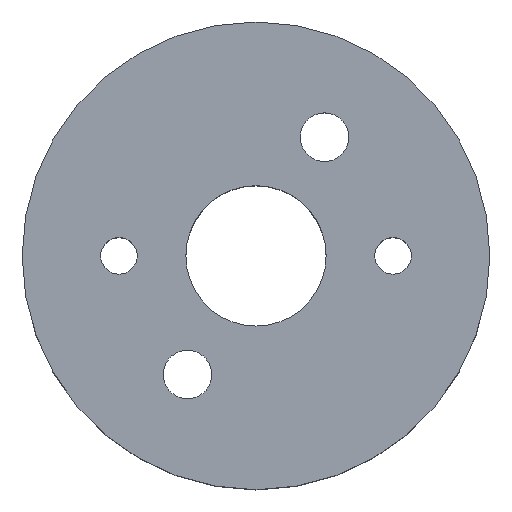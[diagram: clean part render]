
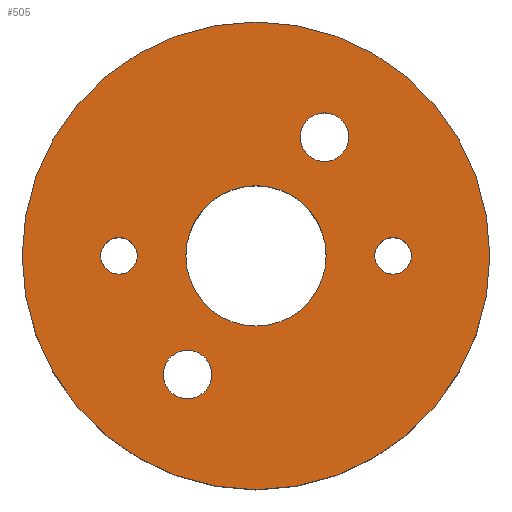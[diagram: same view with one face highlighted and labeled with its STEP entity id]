
A CAD part, top view. The second image highlights one B-rep face of the part: STEP entity #505.
In plain terms, the highlighted planar face has unit normal (0, 0, 1).
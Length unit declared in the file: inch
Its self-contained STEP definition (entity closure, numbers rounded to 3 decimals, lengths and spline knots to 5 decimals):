
#5 = VERTEX_POINT ( 'NONE', #569 ) ;
#24 = DIRECTION ( 'NONE',  ( 0., 0., 1. ) ) ;
#29 = CARTESIAN_POINT ( 'NONE',  ( 0., 0., 0.352 ) ) ;
#30 = CARTESIAN_POINT ( 'NONE',  ( 0.293, 0., 0.352 ) ) ;
#31 = ORIENTED_EDGE ( 'NONE', *, *, #520, .F. ) ;
#36 = ORIENTED_EDGE ( 'NONE', *, *, #616, .F. ) ;
#39 = VERTEX_POINT ( 'NONE', #575 ) ;
#41 = DIRECTION ( 'NONE',  ( 1., 0., 0. ) ) ;
#51 = AXIS2_PLACEMENT_3D ( 'NONE', #682, #24, #419 ) ;
#54 = VERTEX_POINT ( 'NONE', #124 ) ;
#56 = CIRCLE ( 'NONE', #489, 0.03906 ) ;
#63 = CARTESIAN_POINT ( 'NONE',  ( 0., 0., 0.352 ) ) ;
#64 = DIRECTION ( 'NONE',  ( 1., 0., 0. ) ) ;
#66 = VERTEX_POINT ( 'NONE', #626 ) ;
#68 = CARTESIAN_POINT ( 'NONE',  ( -0.1465, -0.25375, 0.352 ) ) ;
#87 = VERTEX_POINT ( 'NONE', #128 ) ;
#109 = CIRCLE ( 'NONE', #397, 0.15 ) ;
#120 = CARTESIAN_POINT ( 'NONE',  ( -0.33206, 0., 0.352 ) ) ;
#121 = EDGE_CURVE ( 'NONE', #5, #66, #591, .T. ) ;
#123 = DIRECTION ( 'NONE',  ( 0., 0., 1. ) ) ;
#124 = CARTESIAN_POINT ( 'NONE',  ( -0.5, 0., 0.352 ) ) ;
#126 = DIRECTION ( 'NONE',  ( 0., 0., 1. ) ) ;
#128 = CARTESIAN_POINT ( 'NONE',  ( -0.15, 0., 0.352 ) ) ;
#144 = FACE_BOUND ( 'NONE', #326, .T. ) ;
#151 = DIRECTION ( 'NONE',  ( 1., 0., 0. ) ) ;
#164 = EDGE_CURVE ( 'NONE', #54, #379, #708, .T. ) ;
#165 = DIRECTION ( 'NONE',  ( 1., 0., 0. ) ) ;
#167 = DIRECTION ( 'NONE',  ( 0., 0., 1. ) ) ;
#168 = FACE_OUTER_BOUND ( 'NONE', #595, .T. ) ;
#171 = EDGE_CURVE ( 'NONE', #379, #54, #503, .T. ) ;
#187 = VERTEX_POINT ( 'NONE', #233 ) ;
#189 = DIRECTION ( 'NONE',  ( 0., 0., 1. ) ) ;
#203 = AXIS2_PLACEMENT_3D ( 'NONE', #632, #678, #527 ) ;
#209 = CIRCLE ( 'NONE', #203, 0.03906 ) ;
#214 = DIRECTION ( 'NONE',  ( 1., 0., 0. ) ) ;
#217 = DIRECTION ( 'NONE',  ( 1., 0., 0. ) ) ;
#233 = CARTESIAN_POINT ( 'NONE',  ( 0.25394, 0., 0.352 ) ) ;
#235 = AXIS2_PLACEMENT_3D ( 'NONE', #476, #535, #420 ) ;
#237 = VERTEX_POINT ( 'NONE', #120 ) ;
#242 = DIRECTION ( 'NONE',  ( 1., 0., 0. ) ) ;
#248 = CIRCLE ( 'NONE', #51, 0.052 ) ;
#254 = ORIENTED_EDGE ( 'NONE', *, *, #164, .T. ) ;
#274 = CIRCLE ( 'NONE', #235, 0.03906 ) ;
#292 = CIRCLE ( 'NONE', #570, 0.03906 ) ;
#306 = CIRCLE ( 'NONE', #536, 0.15 ) ;
#314 = EDGE_CURVE ( 'NONE', #237, #452, #209, .T. ) ;
#319 = DIRECTION ( 'NONE',  ( 0., 0., 1. ) ) ;
#326 = EDGE_LOOP ( 'NONE', ( #422, #553 ) ) ;
#327 = AXIS2_PLACEMENT_3D ( 'NONE', #375, #377, #41 ) ;
#328 = EDGE_CURVE ( 'NONE', #668, #39, #248, .T. ) ;
#333 = AXIS2_PLACEMENT_3D ( 'NONE', #63, #123, #64 ) ;
#339 = EDGE_LOOP ( 'NONE', ( #605, #359 ) ) ;
#344 = CARTESIAN_POINT ( 'NONE',  ( 0., 0., 0.352 ) ) ;
#359 = ORIENTED_EDGE ( 'NONE', *, *, #663, .F. ) ;
#375 = CARTESIAN_POINT ( 'NONE',  ( -0.1465, -0.25375, 0.352 ) ) ;
#377 = DIRECTION ( 'NONE',  ( 0., 0., 1. ) ) ;
#379 = VERTEX_POINT ( 'NONE', #686 ) ;
#380 = DIRECTION ( 'NONE',  ( 0., 0., 1. ) ) ;
#397 = AXIS2_PLACEMENT_3D ( 'NONE', #440, #644, #217 ) ;
#419 = DIRECTION ( 'NONE',  ( 1., 0., 0. ) ) ;
#420 = DIRECTION ( 'NONE',  ( 1., 0., 0. ) ) ;
#422 = ORIENTED_EDGE ( 'NONE', *, *, #604, .F. ) ;
#425 = FACE_BOUND ( 'NONE', #685, .T. ) ;
#432 = CARTESIAN_POINT ( 'NONE',  ( 0.293, 0., 0.352 ) ) ;
#433 = CARTESIAN_POINT ( 'NONE',  ( 0.15, 0., 0.352 ) ) ;
#434 = EDGE_LOOP ( 'NONE', ( #497, #36 ) ) ;
#439 = PLANE ( 'NONE',  #654 ) ;
#440 = CARTESIAN_POINT ( 'NONE',  ( 0., 0., 0.352 ) ) ;
#452 = VERTEX_POINT ( 'NONE', #593 ) ;
#459 = EDGE_CURVE ( 'NONE', #576, #87, #306, .T. ) ;
#476 = CARTESIAN_POINT ( 'NONE',  ( -0.293, 0., 0.352 ) ) ;
#481 = AXIS2_PLACEMENT_3D ( 'NONE', #344, #126, #673 ) ;
#486 = CARTESIAN_POINT ( 'NONE',  ( 0., 0., 0.352 ) ) ;
#489 = AXIS2_PLACEMENT_3D ( 'NONE', #30, #319, #546 ) ;
#490 = CARTESIAN_POINT ( 'NONE',  ( 0.33206, 0., 0.352 ) ) ;
#493 = DIRECTION ( 'NONE',  ( 1., 0., 0. ) ) ;
#497 = ORIENTED_EDGE ( 'NONE', *, *, #328, .F. ) ;
#499 = EDGE_CURVE ( 'NONE', #187, #578, #292, .T. ) ;
#503 = CIRCLE ( 'NONE', #333, 0.5 ) ;
#505 = ADVANCED_FACE ( 'NONE', ( #516, #425, #168, #590, #608, #144 ), #439, .T. ) ;
#513 = ORIENTED_EDGE ( 'NONE', *, *, #499, .F. ) ;
#516 = FACE_BOUND ( 'NONE', #538, .T. ) ;
#520 = EDGE_CURVE ( 'NONE', #66, #5, #669, .T. ) ;
#525 = CARTESIAN_POINT ( 'NONE',  ( 0.1465, 0.25375, 0.352 ) ) ;
#527 = DIRECTION ( 'NONE',  ( 1., 0., 0. ) ) ;
#535 = DIRECTION ( 'NONE',  ( 0., 0., 1. ) ) ;
#536 = AXIS2_PLACEMENT_3D ( 'NONE', #486, #380, #493 ) ;
#538 = EDGE_LOOP ( 'NONE', ( #31, #564 ) ) ;
#546 = DIRECTION ( 'NONE',  ( 1., 0., 0. ) ) ;
#552 = AXIS2_PLACEMENT_3D ( 'NONE', #525, #167, #165 ) ;
#553 = ORIENTED_EDGE ( 'NONE', *, *, #459, .F. ) ;
#559 = EDGE_CURVE ( 'NONE', #578, #187, #56, .T. ) ;
#564 = ORIENTED_EDGE ( 'NONE', *, *, #121, .F. ) ;
#569 = CARTESIAN_POINT ( 'NONE',  ( -0.0945, -0.25375, 0.352 ) ) ;
#570 = AXIS2_PLACEMENT_3D ( 'NONE', #432, #690, #214 ) ;
#575 = CARTESIAN_POINT ( 'NONE',  ( 0.1985, 0.25375, 0.352 ) ) ;
#576 = VERTEX_POINT ( 'NONE', #433 ) ;
#577 = ORIENTED_EDGE ( 'NONE', *, *, #171, .T. ) ;
#578 = VERTEX_POINT ( 'NONE', #490 ) ;
#590 = FACE_BOUND ( 'NONE', #339, .T. ) ;
#591 = CIRCLE ( 'NONE', #697, 0.052 ) ;
#593 = CARTESIAN_POINT ( 'NONE',  ( -0.25394, 0., 0.352 ) ) ;
#594 = CARTESIAN_POINT ( 'NONE',  ( 0.0945, 0.25375, 0.352 ) ) ;
#595 = EDGE_LOOP ( 'NONE', ( #254, #577 ) ) ;
#602 = CIRCLE ( 'NONE', #552, 0.052 ) ;
#604 = EDGE_CURVE ( 'NONE', #87, #576, #109, .T. ) ;
#605 = ORIENTED_EDGE ( 'NONE', *, *, #314, .F. ) ;
#608 = FACE_BOUND ( 'NONE', #434, .T. ) ;
#616 = EDGE_CURVE ( 'NONE', #39, #668, #602, .T. ) ;
#626 = CARTESIAN_POINT ( 'NONE',  ( -0.1985, -0.25375, 0.352 ) ) ;
#632 = CARTESIAN_POINT ( 'NONE',  ( -0.293, 0., 0.352 ) ) ;
#643 = DIRECTION ( 'NONE',  ( 0., 0., 1. ) ) ;
#644 = DIRECTION ( 'NONE',  ( 0., 0., 1. ) ) ;
#654 = AXIS2_PLACEMENT_3D ( 'NONE', #29, #643, #151 ) ;
#658 = ORIENTED_EDGE ( 'NONE', *, *, #559, .F. ) ;
#663 = EDGE_CURVE ( 'NONE', #452, #237, #274, .T. ) ;
#668 = VERTEX_POINT ( 'NONE', #594 ) ;
#669 = CIRCLE ( 'NONE', #327, 0.052 ) ;
#673 = DIRECTION ( 'NONE',  ( 1., 0., 0. ) ) ;
#678 = DIRECTION ( 'NONE',  ( 0., 0., 1. ) ) ;
#682 = CARTESIAN_POINT ( 'NONE',  ( 0.1465, 0.25375, 0.352 ) ) ;
#685 = EDGE_LOOP ( 'NONE', ( #513, #658 ) ) ;
#686 = CARTESIAN_POINT ( 'NONE',  ( 0.5, 0., 0.352 ) ) ;
#690 = DIRECTION ( 'NONE',  ( 0., 0., 1. ) ) ;
#697 = AXIS2_PLACEMENT_3D ( 'NONE', #68, #189, #242 ) ;
#708 = CIRCLE ( 'NONE', #481, 0.5 ) ;
